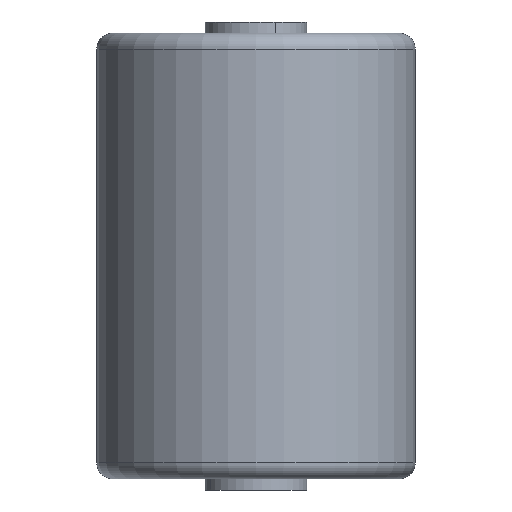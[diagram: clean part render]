
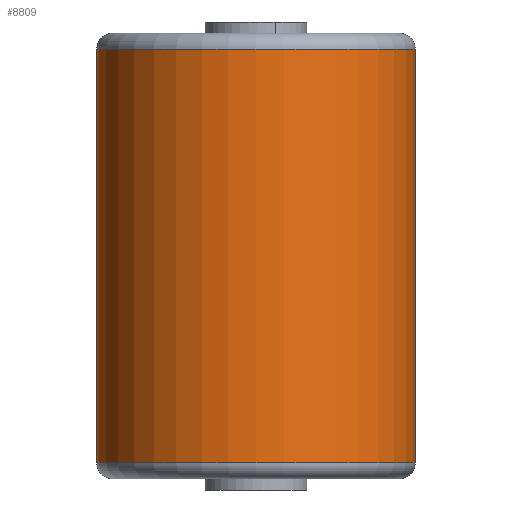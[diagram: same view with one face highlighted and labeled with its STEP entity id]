
A CAD part, front view. The second image highlights one B-rep face of the part: STEP entity #8809.
In plain terms, the highlighted cylindrical face has radius 25 mm (diameter 50 mm), a partial arc.
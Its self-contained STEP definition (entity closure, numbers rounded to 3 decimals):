
#131 = CARTESIAN_POINT ( 'NONE',  ( 0., 0., -70. ) ) ;
#190 = ORIENTED_EDGE ( 'NONE', *, *, #5377, .T. ) ;
#332 = LINE ( 'NONE', #6142, #1862 ) ;
#399 = VERTEX_POINT ( 'NONE', #2771 ) ;
#522 = CYLINDRICAL_SURFACE ( 'NONE', #775, 25. ) ;
#775 = AXIS2_PLACEMENT_3D ( 'NONE', #131, #3654, #8405 ) ;
#895 = CIRCLE ( 'NONE', #5996, 25. ) ;
#1862 = VECTOR ( 'NONE', #7383, 1000. ) ;
#2186 = CIRCLE ( 'NONE', #4359, 25. ) ;
#2498 = CARTESIAN_POINT ( 'NONE',  ( 25., 0., -2.5 ) ) ;
#2759 = DIRECTION ( 'NONE',  ( 0., 0., 1. ) ) ;
#2771 = CARTESIAN_POINT ( 'NONE',  ( -25., 0., -2.5 ) ) ;
#3403 = DIRECTION ( 'NONE',  ( 1., 0., 0. ) ) ;
#3654 = DIRECTION ( 'NONE',  ( 0., 0., 1. ) ) ;
#3828 = EDGE_CURVE ( 'NONE', #4930, #8833, #2186, .T. ) ;
#3844 = EDGE_CURVE ( 'NONE', #8833, #8473, #332, .T. ) ;
#3896 = EDGE_LOOP ( 'NONE', ( #6002, #6138, #5608, #190 ) ) ;
#4359 = AXIS2_PLACEMENT_3D ( 'NONE', #7465, #4743, #3403 ) ;
#4729 = CARTESIAN_POINT ( 'NONE',  ( -25., 0., -70. ) ) ;
#4743 = DIRECTION ( 'NONE',  ( 0., 0., 1. ) ) ;
#4930 = VERTEX_POINT ( 'NONE', #8777 ) ;
#4980 = EDGE_CURVE ( 'NONE', #4930, #399, #6079, .T. ) ;
#5059 = CARTESIAN_POINT ( 'NONE',  ( 25., 0., -67.5 ) ) ;
#5377 = EDGE_CURVE ( 'NONE', #8473, #399, #895, .T. ) ;
#5591 = FACE_OUTER_BOUND ( 'NONE', #3896, .T. ) ;
#5608 = ORIENTED_EDGE ( 'NONE', *, *, #3844, .T. ) ;
#5996 = AXIS2_PLACEMENT_3D ( 'NONE', #8847, #8823, #8151 ) ;
#6002 = ORIENTED_EDGE ( 'NONE', *, *, #4980, .F. ) ;
#6079 = LINE ( 'NONE', #4729, #8438 ) ;
#6138 = ORIENTED_EDGE ( 'NONE', *, *, #3828, .T. ) ;
#6142 = CARTESIAN_POINT ( 'NONE',  ( 25., 0., -70. ) ) ;
#7383 = DIRECTION ( 'NONE',  ( 0., 0., 1. ) ) ;
#7465 = CARTESIAN_POINT ( 'NONE',  ( 0., 0., -67.5 ) ) ;
#8151 = DIRECTION ( 'NONE',  ( 1., 0., 0. ) ) ;
#8405 = DIRECTION ( 'NONE',  ( 1., 0., 0. ) ) ;
#8438 = VECTOR ( 'NONE', #2759, 1000. ) ;
#8473 = VERTEX_POINT ( 'NONE', #2498 ) ;
#8777 = CARTESIAN_POINT ( 'NONE',  ( -25., 0., -67.5 ) ) ;
#8809 = ADVANCED_FACE ( 'NONE', ( #5591 ), #522, .T. ) ;
#8823 = DIRECTION ( 'NONE',  ( 0., 0., -1. ) ) ;
#8833 = VERTEX_POINT ( 'NONE', #5059 ) ;
#8847 = CARTESIAN_POINT ( 'NONE',  ( 0., 0., -2.5 ) ) ;
